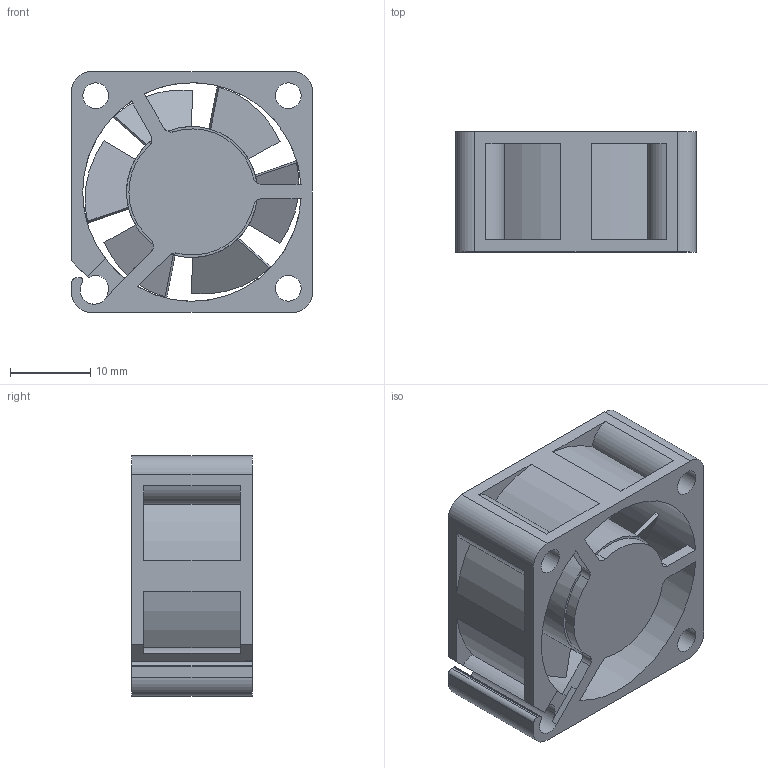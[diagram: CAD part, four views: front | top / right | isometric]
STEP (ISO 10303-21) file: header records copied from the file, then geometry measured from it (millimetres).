
FILE_DESCRIPTION(/* description */ ('Unknown'),/* implementation_level */ '2;1');
FILE_NAME(/* name */ 'MF30151V1-1000U-A99',/* time_stamp */ '2023-06-13T15:37:27+02:00',/* author */ ('Unknown'),/* organization */ ('Unknown'),/* preprocessor_version */ 'ST-DEVELOPER v18.102',/* originating_system */ 'Solid Edge',/* authorisation */ 'Unknown');
FILE_SCHEMA (('AUTOMOTIVE_DESIGN {1 0 10303 214 3 1 1}'));
Length unit declared in the file: millimetre
Products named in the file (1): MF30151V1-1000U-A99
Bounding box: 30 x 15 x 30 mm (x, y, z)
Volume: 6300.7 mm3; surface area: 6332.8 mm2
Topology: 1 solids, 1 shells, 119 faces, 314 edges, 207 vertices
Faces by surface type: plane 71, cylinder 47, torus 1
Full cylindrical faces by diameter (mm): 3.2 x3, 16.312 x1, 27.244 x1
Entity records: 3735 total; most frequent: DIRECTION 683, CARTESIAN_POINT 631, ORIENTED_EDGE 612, EDGE_CURVE 306, AXIS2_PLACEMENT_3D 257, VERTEX_POINT 205, LINE 169, VECTOR 169
